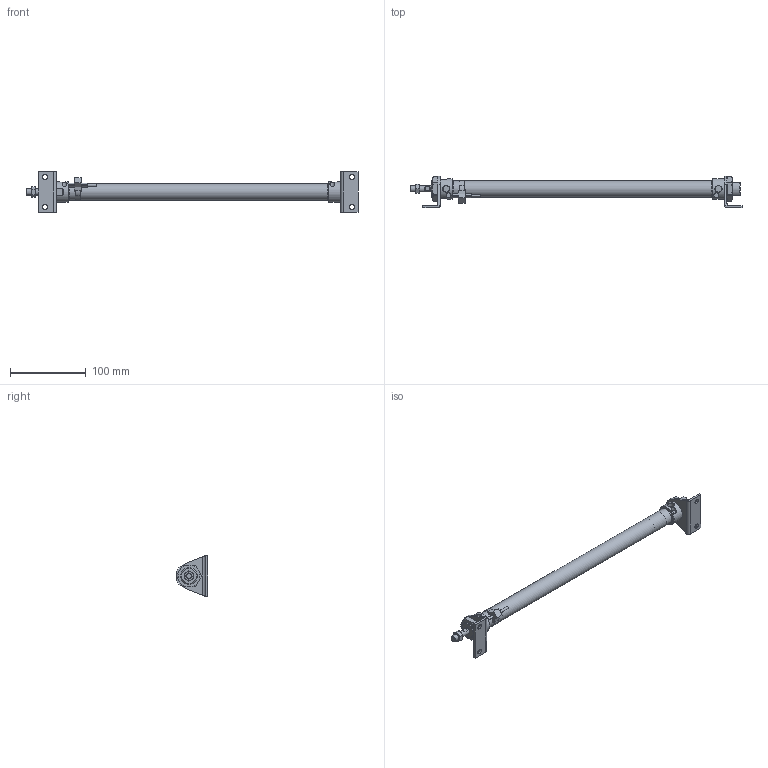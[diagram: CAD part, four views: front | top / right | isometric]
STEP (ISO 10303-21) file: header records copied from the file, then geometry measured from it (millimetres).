
FILE_DESCRIPTION(/* description */ ('STEP AP214'),/* implementation_level */ '2;1');
FILE_NAME(/* name */ 'MAC20x300SCALB(0)+(CMSG-1)',/* time_stamp */ '2023-05-24T12:03:24+02:00',/* author */ ('License CC BY-ND 4.0'),/* organization */ ('CADENAS'),/* preprocessor_version */ 'ST-DEVELOPER v19.3',/* originating_system */ 'PARTsolutions',/* authorisation */ ' ');
FILE_SCHEMA (('AUTOMOTIVE_DESIGN {1 0 10303 214 3 1 1}'));
Length unit declared in the file: millimetre
Products named in the file (7): MAC20x300SCALB(0)+(CMSG-1); 20 MA Nut; F-MA20LB (20); CS1-M-S20-(); 20 MA Nut1; 20MAC300 Rod; 20MACLB300 Body
Assembly tree (8 placements, depth 2):
  MAC20x300SCALB(0)+(CMSG-1)
    20 MA Nut  x2
    F-MA20LB (20)  x2
    CS1-M-S20-()
    20 MA Nut1
    20MAC300 Rod
    20MACLB300 Body
Bounding box: 439 x 42 x 54 mm (x, y, z)
Volume: 94355.5 mm3; surface area: 80047.4 mm2
Topology: 8 solids, 8 shells, 216 faces, 506 edges, 321 vertices
Faces by surface type: plane 110, cylinder 61, cone 40, torus 5
Full cylindrical faces by diameter (mm): 3 x1, 6.5 x4, 6.647 x1, 8 x3, 8.566 x2, 19.5 x1, 20 x1, 20.376 x2, 21.4 x3, 22 x1, 22.2 x2, 27 x2, 28.4 x2
Entity records: 5445 total; most frequent: CARTESIAN_POINT 1039, DIRECTION 822, ORIENTED_EDGE 748, EDGE_CURVE 374, AXIS2_PLACEMENT_3D 319, VERTEX_POINT 256, EDGE_LOOP 236, FACE_BOUND 236
